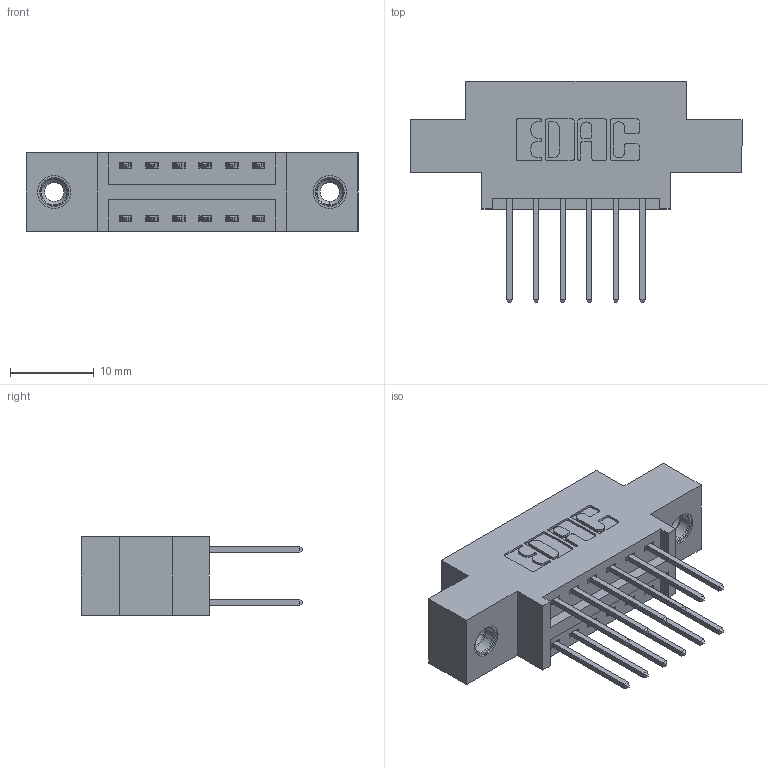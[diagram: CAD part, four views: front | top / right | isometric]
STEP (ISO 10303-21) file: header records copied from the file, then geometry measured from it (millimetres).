
FILE_DESCRIPTION (( 'STEP AP203' ), '1' );
FILE_NAME ('396-012-522-808.STEP', '2018-08-31T05:57:58', ( '' ), ( '' ), 'SwSTEP 2.0', 'SolidWorks 2016', '' );
FILE_SCHEMA (( 'CONFIG_CONTROL_DESIGN' ));
Length unit declared in the file: inch
Products named in the file (4): 346 Part_0.170 Offset - 0.156 Dia-TI; 345-292-001_345-293-122; 345-250-001_345-250-003-102; 396-012-522-808
Assembly tree (15 placements, depth 2):
  396-012-522-808
    346 Part_0.170 Offset - 0.156 Dia-TI
    345-292-001_345-293-122  x12
    345-250-001_345-250-003-102  x2
Bounding box: 39.62 x 26.42 x 9.4 mm (x, y, z)
Volume: 3453.8 mm3; surface area: 4523.9 mm2
Topology: 15 solids, 15 shells, 810 faces, 2337 edges, 1534 vertices
Faces by surface type: plane 532, cylinder 262, cone 12, torus 4
Entity records: 10098 total; most frequent: CARTESIAN_POINT 1699, ORIENTED_EDGE 1626, DIRECTION 1575, EDGE_CURVE 813, VECTOR 637, LINE 637, VERTEX_POINT 536, AXIS2_PLACEMENT_3D 469
